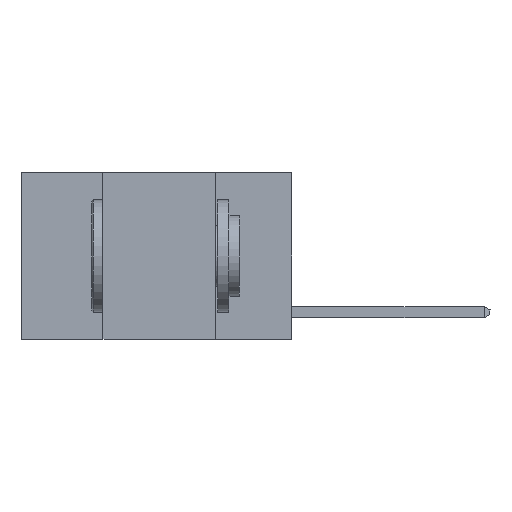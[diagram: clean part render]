
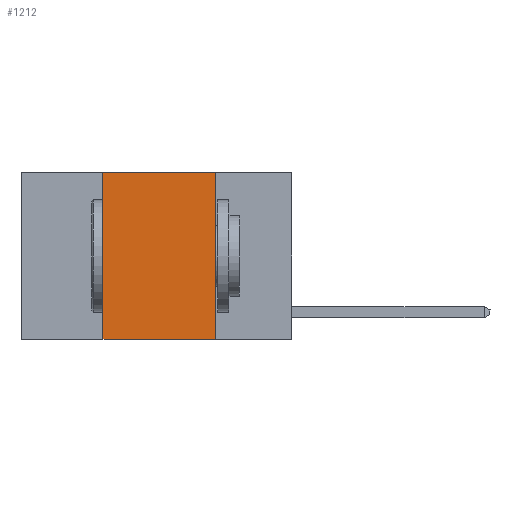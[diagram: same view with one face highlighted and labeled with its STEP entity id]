
A CAD part, left-side view. The second image highlights one B-rep face of the part: STEP entity #1212.
In plain terms, the highlighted planar face has unit normal (-1, 0, 0).
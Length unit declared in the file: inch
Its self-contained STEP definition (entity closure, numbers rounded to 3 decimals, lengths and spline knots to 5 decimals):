
#250 = EDGE_LOOP ( 'NONE', ( #10516, #7645, #6139, #10095 ) ) ;
#679 = VECTOR ( 'NONE', #3785, 39.37008 ) ;
#720 = VERTEX_POINT ( 'NONE', #13658 ) ;
#801 = PLANE ( 'NONE',  #7221 ) ;
#1212 = ADVANCED_FACE ( 'NONE', ( #13639 ), #801, .F. ) ;
#2192 = VECTOR ( 'NONE', #4198, 39.37008 ) ;
#2347 = CARTESIAN_POINT ( 'NONE',  ( 0., 0.42, -0.37 ) ) ;
#2582 = VECTOR ( 'NONE', #13247, 39.37008 ) ;
#3785 = DIRECTION ( 'NONE',  ( 0., 0., -1. ) ) ;
#4198 = DIRECTION ( 'NONE',  ( 0., -1., 0. ) ) ;
#6139 = ORIENTED_EDGE ( 'NONE', *, *, #8202, .F. ) ;
#7221 = AXIS2_PLACEMENT_3D ( 'NONE', #10710, #10308, #12281 ) ;
#7452 = VERTEX_POINT ( 'NONE', #9802 ) ;
#7460 = EDGE_CURVE ( 'NONE', #11575, #720, #14992, .T. ) ;
#7645 = ORIENTED_EDGE ( 'NONE', *, *, #11988, .F. ) ;
#8202 = EDGE_CURVE ( 'NONE', #11575, #11467, #8267, .T. ) ;
#8229 = CARTESIAN_POINT ( 'NONE',  ( 0., 0.42, 0. ) ) ;
#8267 = LINE ( 'NONE', #12055, #13943 ) ;
#8629 = LINE ( 'NONE', #13468, #2192 ) ;
#9752 = EDGE_CURVE ( 'NONE', #7452, #720, #10601, .T. ) ;
#9753 = CARTESIAN_POINT ( 'NONE',  ( 0., 0.17, 0. ) ) ;
#9802 = CARTESIAN_POINT ( 'NONE',  ( 0., 0.17, 0. ) ) ;
#10095 = ORIENTED_EDGE ( 'NONE', *, *, #7460, .T. ) ;
#10308 = DIRECTION ( 'NONE',  ( 1., 0., 0. ) ) ;
#10516 = ORIENTED_EDGE ( 'NONE', *, *, #9752, .F. ) ;
#10601 = LINE ( 'NONE', #9753, #679 ) ;
#10710 = CARTESIAN_POINT ( 'NONE',  ( 0., 0.6, 0. ) ) ;
#10968 = CARTESIAN_POINT ( 'NONE',  ( 0., 0.6, -0.37 ) ) ;
#11467 = VERTEX_POINT ( 'NONE', #8229 ) ;
#11575 = VERTEX_POINT ( 'NONE', #2347 ) ;
#11988 = EDGE_CURVE ( 'NONE', #11467, #7452, #8629, .T. ) ;
#12055 = CARTESIAN_POINT ( 'NONE',  ( 0., 0.42, 0. ) ) ;
#12281 = DIRECTION ( 'NONE',  ( 0., 0., -1. ) ) ;
#13182 = DIRECTION ( 'NONE',  ( 0., 0., 1. ) ) ;
#13247 = DIRECTION ( 'NONE',  ( 0., -1., 0. ) ) ;
#13468 = CARTESIAN_POINT ( 'NONE',  ( 0., 0.6, 0. ) ) ;
#13639 = FACE_OUTER_BOUND ( 'NONE', #250, .T. ) ;
#13658 = CARTESIAN_POINT ( 'NONE',  ( 0., 0.17, -0.37 ) ) ;
#13943 = VECTOR ( 'NONE', #13182, 39.37008 ) ;
#14992 = LINE ( 'NONE', #10968, #2582 ) ;
